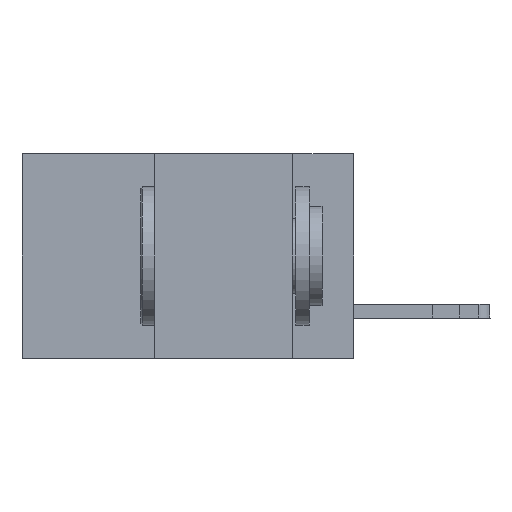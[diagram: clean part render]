
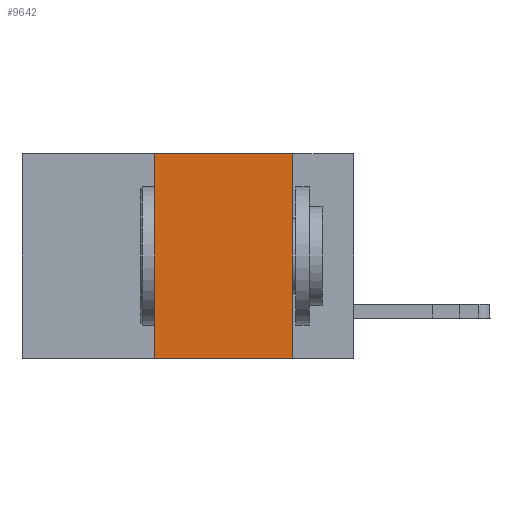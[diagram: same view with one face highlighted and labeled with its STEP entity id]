
A CAD part, left-side view. The second image highlights one B-rep face of the part: STEP entity #9642.
In plain terms, the highlighted planar face has unit normal (-1, 0, 0).
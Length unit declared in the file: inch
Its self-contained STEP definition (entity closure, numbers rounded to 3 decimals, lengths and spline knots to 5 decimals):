
#1130 = ORIENTED_EDGE ( 'NONE', *, *, #19248, .F. ) ;
#1209 = FACE_OUTER_BOUND ( 'NONE', #9095, .T. ) ;
#1418 = DIRECTION ( 'NONE',  ( 0., 0., -1. ) ) ;
#1729 = VECTOR ( 'NONE', #16330, 39.37008 ) ;
#2275 = CARTESIAN_POINT ( 'NONE',  ( 0., 0.36, 0. ) ) ;
#3643 = VECTOR ( 'NONE', #15202, 39.37008 ) ;
#4773 = DIRECTION ( 'NONE',  ( 0., 0., -1. ) ) ;
#6213 = CARTESIAN_POINT ( 'NONE',  ( 0., 0.11, 0. ) ) ;
#7598 = VECTOR ( 'NONE', #12595, 39.37008 ) ;
#7781 = DIRECTION ( 'NONE',  ( 1., 0., 0. ) ) ;
#8372 = EDGE_CURVE ( 'NONE', #11652, #18008, #13744, .T. ) ;
#8633 = LINE ( 'NONE', #19008, #7598 ) ;
#8981 = ORIENTED_EDGE ( 'NONE', *, *, #8372, .F. ) ;
#9095 = EDGE_LOOP ( 'NONE', ( #15417, #8981, #1130, #11184 ) ) ;
#9123 = VECTOR ( 'NONE', #1418, 39.37008 ) ;
#9302 = CARTESIAN_POINT ( 'NONE',  ( 0., 0.11, 0. ) ) ;
#9642 = ADVANCED_FACE ( 'NONE', ( #1209 ), #19862, .F. ) ;
#10390 = VERTEX_POINT ( 'NONE', #18511 ) ;
#11184 = ORIENTED_EDGE ( 'NONE', *, *, #19996, .T. ) ;
#11365 = CARTESIAN_POINT ( 'NONE',  ( 0., 0.6, 0. ) ) ;
#11652 = VERTEX_POINT ( 'NONE', #17765 ) ;
#12595 = DIRECTION ( 'NONE',  ( 0., -1., 0. ) ) ;
#12680 = VERTEX_POINT ( 'NONE', #19954 ) ;
#13744 = LINE ( 'NONE', #11365, #1729 ) ;
#15202 = DIRECTION ( 'NONE',  ( 0., 0., 1. ) ) ;
#15417 = ORIENTED_EDGE ( 'NONE', *, *, #19985, .F. ) ;
#15677 = LINE ( 'NONE', #2275, #3643 ) ;
#16330 = DIRECTION ( 'NONE',  ( 0., -1., 0. ) ) ;
#17765 = CARTESIAN_POINT ( 'NONE',  ( 0., 0.36, 0. ) ) ;
#18008 = VERTEX_POINT ( 'NONE', #9302 ) ;
#18511 = CARTESIAN_POINT ( 'NONE',  ( 0., 0.11, -0.37 ) ) ;
#18994 = CARTESIAN_POINT ( 'NONE',  ( 0., 0.6, 0. ) ) ;
#19008 = CARTESIAN_POINT ( 'NONE',  ( 0., 0.6, -0.37 ) ) ;
#19248 = EDGE_CURVE ( 'NONE', #12680, #11652, #15677, .T. ) ;
#19862 = PLANE ( 'NONE',  #19905 ) ;
#19905 = AXIS2_PLACEMENT_3D ( 'NONE', #18994, #7781, #4773 ) ;
#19954 = CARTESIAN_POINT ( 'NONE',  ( 0., 0.36, -0.37 ) ) ;
#19985 = EDGE_CURVE ( 'NONE', #18008, #10390, #20303, .T. ) ;
#19996 = EDGE_CURVE ( 'NONE', #12680, #10390, #8633, .T. ) ;
#20303 = LINE ( 'NONE', #6213, #9123 ) ;
